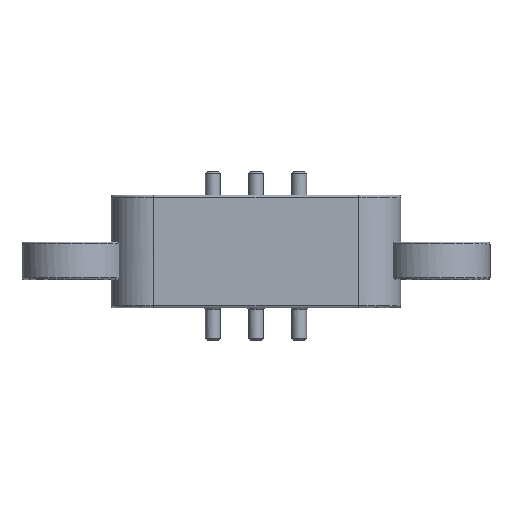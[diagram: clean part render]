
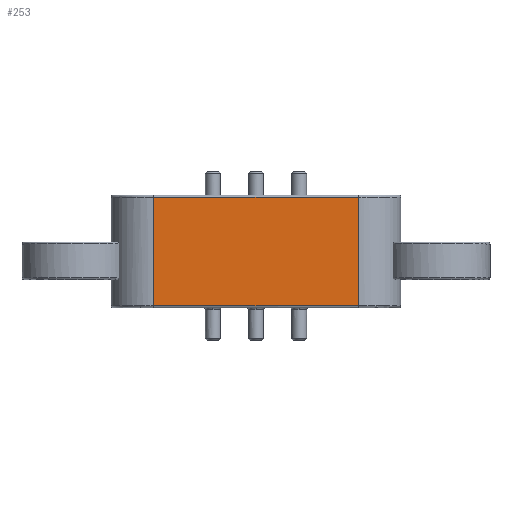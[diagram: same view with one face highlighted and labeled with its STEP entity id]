
A CAD part, top view. The second image highlights one B-rep face of the part: STEP entity #253.
In plain terms, the highlighted free-form (B-spline) face has degree [2, 1] with [3, 2] control points.
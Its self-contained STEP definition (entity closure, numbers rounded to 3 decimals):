
#253=ADVANCED_FACE('',(#463),#6517,.T.);
#463=FACE_OUTER_BOUND('',#685,.T.);
#685=EDGE_LOOP('',(#1527,#1528,#1529,#1530));
#1527=ORIENTED_EDGE('',*,*,#5541,.T.);
#1528=ORIENTED_EDGE('',*,*,#5542,.T.);
#1529=ORIENTED_EDGE('',*,*,#5543,.T.);
#1530=ORIENTED_EDGE('',*,*,#5544,.T.);
#2483=PCURVE('',#6517,#3439);
#2484=PCURVE('',#6517,#3440);
#2485=PCURVE('',#6517,#3441);
#2486=PCURVE('',#6517,#3442);
#2490=PCURVE('',#6518,#3446);
#2496=PCURVE('',#6520,#3452);
#2515=PCURVE('',#6521,#3471);
#2550=PCURVE('',#6525,#3506);
#3439=DEFINITIONAL_REPRESENTATION('',(#4503),#16680);
#3440=DEFINITIONAL_REPRESENTATION('',(#4504),#16680);
#3441=DEFINITIONAL_REPRESENTATION('',(#4505),#16680);
#3442=DEFINITIONAL_REPRESENTATION('',(#4506),#16680);
#3446=DEFINITIONAL_REPRESENTATION('',(#4510),#16680);
#3452=DEFINITIONAL_REPRESENTATION('',(#4516),#16680);
#3471=DEFINITIONAL_REPRESENTATION('',(#4523),#16680);
#3506=DEFINITIONAL_REPRESENTATION('',(#4546),#16680);
#4503=B_SPLINE_CURVE_WITH_KNOTS('',3,(#15932,#15933,#15934,#15935),
 .UNSPECIFIED.,.F.,.F.,(4,4),(0.,10.9),.UNSPECIFIED.);
#4504=B_SPLINE_CURVE_WITH_KNOTS('',1,(#15938,#15939),.UNSPECIFIED.,.F.,
 .F.,(2,2),(0.1,5.9),.UNSPECIFIED.);
#4505=B_SPLINE_CURVE_WITH_KNOTS('',3,(#15942,#15943,#15944,#15945),
 .UNSPECIFIED.,.F.,.F.,(4,4),(-10.9,0.),
 .UNSPECIFIED.);
#4506=B_SPLINE_CURVE_WITH_KNOTS('',1,(#15948,#15949),.UNSPECIFIED.,.F.,
 .F.,(2,2),(-5.9,-0.1),.UNSPECIFIED.);
#4510=B_SPLINE_CURVE_WITH_KNOTS('',1,(#15968,#15969),.UNSPECIFIED.,.F.,
 .F.,(2,2),(0.1,5.9),.UNSPECIFIED.);
#4516=B_SPLINE_CURVE_WITH_KNOTS('',1,(#15995,#15996),.UNSPECIFIED.,.F.,
 .F.,(2,2),(-5.9,-0.1),.UNSPECIFIED.);
#4523=B_SPLINE_CURVE_WITH_KNOTS('',1,(#16164,#16165),.UNSPECIFIED.,.F.,
 .F.,(2,2),(-10.9,0.),.UNSPECIFIED.);
#4546=B_SPLINE_CURVE_WITH_KNOTS('',1,(#16388,#16389),.UNSPECIFIED.,.F.,
 .F.,(2,2),(0.,10.9),.UNSPECIFIED.);
#5047=SURFACE_CURVE('',#5927,(#2483,#2550),.PCURVE_S1.);
#5048=SURFACE_CURVE('',#5928,(#2484,#2490),.PCURVE_S1.);
#5049=SURFACE_CURVE('',#5929,(#2485,#2515),.PCURVE_S1.);
#5050=SURFACE_CURVE('',#5930,(#2486,#2496),.PCURVE_S1.);
#5541=EDGE_CURVE('',#6299,#6300,#5047,.T.);
#5542=EDGE_CURVE('',#6300,#6288,#5048,.T.);
#5543=EDGE_CURVE('',#6288,#6287,#5049,.T.);
#5544=EDGE_CURVE('',#6287,#6299,#5050,.T.);
#5927=(
BOUNDED_CURVE()
B_SPLINE_CURVE(1,(#15930,#15931),.UNSPECIFIED.,.F.,.F.)
B_SPLINE_CURVE_WITH_KNOTS((2,2),(0.,10.9),
 .UNSPECIFIED.)
CURVE()
GEOMETRIC_REPRESENTATION_ITEM()
RATIONAL_B_SPLINE_CURVE((1.,1.))
REPRESENTATION_ITEM('')
);
#5928=(
BOUNDED_CURVE()
B_SPLINE_CURVE(1,(#15936,#15937),.UNSPECIFIED.,.F.,.F.)
B_SPLINE_CURVE_WITH_KNOTS((2,2),(0.1,5.9),.UNSPECIFIED.)
CURVE()
GEOMETRIC_REPRESENTATION_ITEM()
RATIONAL_B_SPLINE_CURVE((1.,1.))
REPRESENTATION_ITEM('')
);
#5929=(
BOUNDED_CURVE()
B_SPLINE_CURVE(1,(#15940,#15941),.UNSPECIFIED.,.F.,.F.)
B_SPLINE_CURVE_WITH_KNOTS((2,2),(-10.9,0.),
 .UNSPECIFIED.)
CURVE()
GEOMETRIC_REPRESENTATION_ITEM()
RATIONAL_B_SPLINE_CURVE((1.,1.))
REPRESENTATION_ITEM('')
);
#5930=(
BOUNDED_CURVE()
B_SPLINE_CURVE(1,(#15946,#15947),.UNSPECIFIED.,.F.,.F.)
B_SPLINE_CURVE_WITH_KNOTS((2,2),(-5.9,-0.1),
 .UNSPECIFIED.)
CURVE()
GEOMETRIC_REPRESENTATION_ITEM()
RATIONAL_B_SPLINE_CURVE((1.,1.))
REPRESENTATION_ITEM('')
);
#6287=VERTEX_POINT('',#15800);
#6288=VERTEX_POINT('',#15801);
#6299=VERTEX_POINT('',#15812);
#6300=VERTEX_POINT('',#15813);
#6517=(
BOUNDED_SURFACE()
B_SPLINE_SURFACE(2,1,((#15486,#15487),(#15488,#15489),(#15490,#15491)),
 .UNSPECIFIED.,.F.,.F.,.F.)
B_SPLINE_SURFACE_WITH_KNOTS((3,3),(2,2),(-29.026,-18.126),
(0.,6.),.UNSPECIFIED.)
GEOMETRIC_REPRESENTATION_ITEM()
RATIONAL_B_SPLINE_SURFACE(((1.,1.),(1.,1.),(1.,1.)))
REPRESENTATION_ITEM('')
SURFACE()
);
#6518=(
BOUNDED_SURFACE()
B_SPLINE_SURFACE(2,1,((#15492,#15493),(#15494,#15495),(#15496,#15497),(#15498,
#15499),(#15500,#15501)),.UNSPECIFIED.,.F.,.F.,.F.)
B_SPLINE_SURFACE_WITH_KNOTS((3,2,3),(2,2),(-18.126,-14.513,
-10.9),(0.,6.),.UNSPECIFIED.)
GEOMETRIC_REPRESENTATION_ITEM()
RATIONAL_B_SPLINE_SURFACE(((1.,1.),(0.707,0.707),
(1.,1.),(0.707,0.707),(1.,1.)))
REPRESENTATION_ITEM('')
SURFACE()
);
#6520=(
BOUNDED_SURFACE()
B_SPLINE_SURFACE(2,1,((#15508,#15509),(#15510,#15511),(#15512,#15513),(#15514,
#15515),(#15516,#15517)),.UNSPECIFIED.,.F.,.F.,.F.)
B_SPLINE_SURFACE_WITH_KNOTS((3,2,3),(2,2),(0.,3.613,
7.226),(0.,6.),.UNSPECIFIED.)
GEOMETRIC_REPRESENTATION_ITEM()
RATIONAL_B_SPLINE_SURFACE(((1.,1.),(0.707,0.707),
(1.,1.),(0.707,0.707),(1.,1.)))
REPRESENTATION_ITEM('')
SURFACE()
);
#6521=(
BOUNDED_SURFACE()
B_SPLINE_SURFACE(1,2,((#15522,#15523,#15524),(#15525,#15526,#15527)),
 .UNSPECIFIED.,.F.,.F.,.F.)
B_SPLINE_SURFACE_WITH_KNOTS((2,2),(3,3),(0.,10.9),(0.,
0.157),.UNSPECIFIED.)
GEOMETRIC_REPRESENTATION_ITEM()
RATIONAL_B_SPLINE_SURFACE(((1.,0.707,1.),(1.,0.707,
1.)))
REPRESENTATION_ITEM('')
SURFACE()
);
#6525=(
BOUNDED_SURFACE()
B_SPLINE_SURFACE(2,1,((#15568,#15569),(#15570,#15571),(#15572,#15573)),
 .UNSPECIFIED.,.F.,.F.,.F.)
B_SPLINE_SURFACE_WITH_KNOTS((3,3),(2,2),(0.,0.157),(0.,
10.9),.UNSPECIFIED.)
GEOMETRIC_REPRESENTATION_ITEM()
RATIONAL_B_SPLINE_SURFACE(((1.,1.),(0.707,0.707),
(1.,1.)))
REPRESENTATION_ITEM('')
SURFACE()
);
#15486=CARTESIAN_POINT('',(-3.15,0.,2.3));
#15487=CARTESIAN_POINT('',(-3.15,6.,2.3));
#15488=CARTESIAN_POINT('',(2.3,0.,2.3));
#15489=CARTESIAN_POINT('',(2.3,6.,2.3));
#15490=CARTESIAN_POINT('',(7.75,0.,2.3));
#15491=CARTESIAN_POINT('',(7.75,6.,2.3));
#15492=CARTESIAN_POINT('',(7.75,0.,2.3));
#15493=CARTESIAN_POINT('',(7.75,6.,2.3));
#15494=CARTESIAN_POINT('',(10.05,0.,2.3));
#15495=CARTESIAN_POINT('',(10.05,6.,2.3));
#15496=CARTESIAN_POINT('',(10.05,0.,0.));
#15497=CARTESIAN_POINT('',(10.05,6.,0.));
#15498=CARTESIAN_POINT('',(10.05,0.,-2.3));
#15499=CARTESIAN_POINT('',(10.05,6.,-2.3));
#15500=CARTESIAN_POINT('',(7.75,0.,-2.3));
#15501=CARTESIAN_POINT('',(7.75,6.,-2.3));
#15508=CARTESIAN_POINT('',(-3.15,0.,-2.3));
#15509=CARTESIAN_POINT('',(-3.15,6.,-2.3));
#15510=CARTESIAN_POINT('',(-5.45,0.,-2.3));
#15511=CARTESIAN_POINT('',(-5.45,6.,-2.3));
#15512=CARTESIAN_POINT('',(-5.45,0.,0.));
#15513=CARTESIAN_POINT('',(-5.45,6.,0.));
#15514=CARTESIAN_POINT('',(-5.45,0.,2.3));
#15515=CARTESIAN_POINT('',(-5.45,6.,2.3));
#15516=CARTESIAN_POINT('',(-3.15,0.,2.3));
#15517=CARTESIAN_POINT('',(-3.15,6.,2.3));
#15522=CARTESIAN_POINT('',(-3.15,5.9,2.3));
#15523=CARTESIAN_POINT('',(-3.15,6.,2.3));
#15524=CARTESIAN_POINT('',(-3.15,6.,2.2));
#15525=CARTESIAN_POINT('',(7.75,5.9,2.3));
#15526=CARTESIAN_POINT('',(7.75,6.,2.3));
#15527=CARTESIAN_POINT('',(7.75,6.,2.2));
#15568=CARTESIAN_POINT('',(-3.15,0.1,2.3));
#15569=CARTESIAN_POINT('',(7.75,0.1,2.3));
#15570=CARTESIAN_POINT('',(-3.15,0.,2.3));
#15571=CARTESIAN_POINT('',(7.75,0.,2.3));
#15572=CARTESIAN_POINT('',(-3.15,0.,2.2));
#15573=CARTESIAN_POINT('',(7.75,0.,2.2));
#15800=CARTESIAN_POINT('',(-3.15,5.9,2.3));
#15801=CARTESIAN_POINT('',(7.75,5.9,2.3));
#15812=CARTESIAN_POINT('',(-3.15,0.1,2.3));
#15813=CARTESIAN_POINT('',(7.75,0.1,2.3));
#15930=CARTESIAN_POINT('',(-3.15,0.1,2.3));
#15931=CARTESIAN_POINT('',(7.75,0.1,2.3));
#15932=CARTESIAN_POINT('',(-29.026,0.1));
#15933=CARTESIAN_POINT('',(-25.392,0.1));
#15934=CARTESIAN_POINT('',(-21.759,0.1));
#15935=CARTESIAN_POINT('',(-18.126,0.1));
#15936=CARTESIAN_POINT('',(7.75,0.1,2.3));
#15937=CARTESIAN_POINT('',(7.75,5.9,2.3));
#15938=CARTESIAN_POINT('',(-18.126,0.1));
#15939=CARTESIAN_POINT('',(-18.126,5.9));
#15940=CARTESIAN_POINT('',(7.75,5.9,2.3));
#15941=CARTESIAN_POINT('',(-3.15,5.9,2.3));
#15942=CARTESIAN_POINT('',(-18.126,5.9));
#15943=CARTESIAN_POINT('',(-21.759,5.9));
#15944=CARTESIAN_POINT('',(-25.392,5.9));
#15945=CARTESIAN_POINT('',(-29.026,5.9));
#15946=CARTESIAN_POINT('',(-3.15,5.9,2.3));
#15947=CARTESIAN_POINT('',(-3.15,0.1,2.3));
#15948=CARTESIAN_POINT('',(-29.026,5.9));
#15949=CARTESIAN_POINT('',(-29.026,0.1));
#15968=CARTESIAN_POINT('',(-18.126,0.1));
#15969=CARTESIAN_POINT('',(-18.126,5.9));
#15995=CARTESIAN_POINT('',(7.226,5.9));
#15996=CARTESIAN_POINT('',(7.226,0.1));
#16164=CARTESIAN_POINT('',(10.9,0.));
#16165=CARTESIAN_POINT('',(0.,0.));
#16388=CARTESIAN_POINT('',(0.,0.));
#16389=CARTESIAN_POINT('',(0.,10.9));
#16680=(
GEOMETRIC_REPRESENTATION_CONTEXT(2)
PARAMETRIC_REPRESENTATION_CONTEXT()
REPRESENTATION_CONTEXT('pspace','')
);
